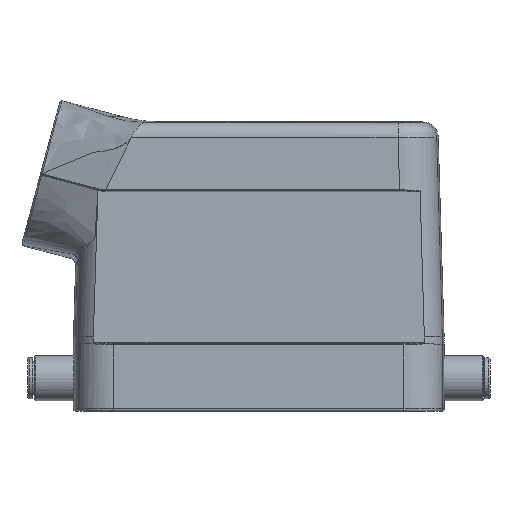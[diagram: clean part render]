
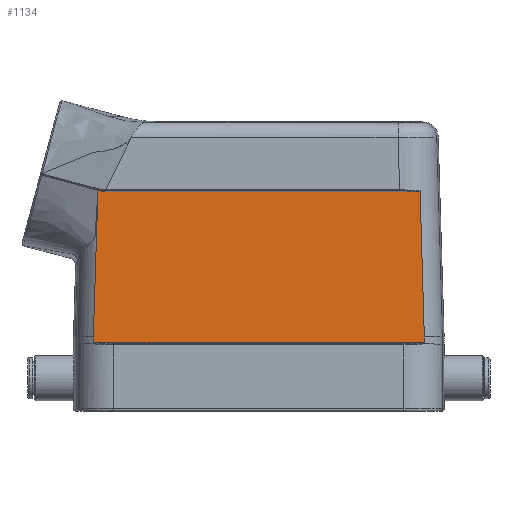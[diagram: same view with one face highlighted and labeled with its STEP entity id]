
A CAD part, left-side view. The second image highlights one B-rep face of the part: STEP entity #1134.
In plain terms, the highlighted planar face has unit normal (-1, 0, 0.012).
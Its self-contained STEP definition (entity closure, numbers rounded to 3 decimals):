
#261=PLANE('',#4124);
#337=FACE_OUTER_BOUND('',#1562,.T.);
#558=B_SPLINE_CURVE_WITH_KNOTS('',3,(#5649,#5650,#5651,#5652),
 .UNSPECIFIED.,.F.,.F.,(4,4),(0.,1.),.UNSPECIFIED.);
#559=B_SPLINE_CURVE_WITH_KNOTS('',3,(#5654,#5655,#5656,#5657,#5658,#5659,
#5660,#5661,#5662,#5663,#5664,#5665,#5666,#5667,#5668,#5669),
 .UNSPECIFIED.,.F.,.F.,(4,3,3,3,3,4),(0.,0.434,0.621,
0.811,0.924,1.),.UNSPECIFIED.);
#560=B_SPLINE_CURVE_WITH_KNOTS('',3,(#5671,#5672,#5673,#5674,#5675,#5676,
#5677),.UNSPECIFIED.,.F.,.F.,(4,3,4),(0.,0.873,1.),
 .UNSPECIFIED.);
#561=B_SPLINE_CURVE_WITH_KNOTS('',3,(#5681,#5682,#5683,#5684,#5685,#5686,
#5687,#5688,#5689,#5690,#5691,#5692,#5693,#5694,#5695,#5696),
 .UNSPECIFIED.,.F.,.F.,(4,3,3,3,3,4),(0.,0.103,0.205,
0.354,0.61,1.),.UNSPECIFIED.);
#562=B_SPLINE_CURVE_WITH_KNOTS('',3,(#5706,#5707,#5708,#5709),
 .UNSPECIFIED.,.F.,.F.,(4,4),(0.,1.),.UNSPECIFIED.);
#563=B_SPLINE_CURVE_WITH_KNOTS('',3,(#5711,#5712,#5713,#5714,#5715,#5716,
#5717,#5718,#5719,#5720,#5721,#5722,#5723,#5724,#5725,#5726,#5727,#5728,
#5729),.UNSPECIFIED.,.F.,.F.,(4,3,3,3,3,3,4),(0.,0.038,0.15,
0.287,0.494,0.863,1.),.UNSPECIFIED.);
#564=B_SPLINE_CURVE_WITH_KNOTS('',3,(#5731,#5732,#5733,#5734),
 .UNSPECIFIED.,.F.,.F.,(4,4),(0.,1.),.UNSPECIFIED.);
#767=LINE('',#5646,#969);
#768=LINE('',#5679,#970);
#769=LINE('',#5698,#971);
#770=LINE('',#5704,#972);
#969=VECTOR('',#4598,1.);
#970=VECTOR('',#4599,1.);
#971=VECTOR('',#4600,1.);
#972=VECTOR('',#4605,1.);
#1134=ADVANCED_FACE('',(#337),#261,.F.);
#1562=EDGE_LOOP('',(#1917,#1918,#1919,#1920,#1921,#1922,#1923,#1924,#1925,
#1926,#1927,#1928,#1929));
#1917=ORIENTED_EDGE('',*,*,#3469,.F.);
#1918=ORIENTED_EDGE('',*,*,#3470,.T.);
#1919=ORIENTED_EDGE('',*,*,#3471,.T.);
#1920=ORIENTED_EDGE('',*,*,#3472,.F.);
#1921=ORIENTED_EDGE('',*,*,#3473,.F.);
#1922=ORIENTED_EDGE('',*,*,#3474,.T.);
#1923=ORIENTED_EDGE('',*,*,#3475,.T.);
#1924=ORIENTED_EDGE('',*,*,#3476,.T.);
#1925=ORIENTED_EDGE('',*,*,#3477,.T.);
#1926=ORIENTED_EDGE('',*,*,#3478,.F.);
#1927=ORIENTED_EDGE('',*,*,#3479,.F.);
#1928=ORIENTED_EDGE('',*,*,#3480,.T.);
#1929=ORIENTED_EDGE('',*,*,#3481,.T.);
#3091=VERTEX_POINT('',#5647);
#3092=VERTEX_POINT('',#5648);
#3093=VERTEX_POINT('',#5653);
#3094=VERTEX_POINT('',#5670);
#3095=VERTEX_POINT('',#5678);
#3096=VERTEX_POINT('',#5680);
#3097=VERTEX_POINT('',#5697);
#3098=VERTEX_POINT('',#5699);
#3099=VERTEX_POINT('',#5701);
#3100=VERTEX_POINT('',#5703);
#3101=VERTEX_POINT('',#5705);
#3102=VERTEX_POINT('',#5710);
#3103=VERTEX_POINT('',#5730);
#3469=EDGE_CURVE('',#3091,#3092,#767,.T.);
#3470=EDGE_CURVE('',#3091,#3093,#558,.T.);
#3471=EDGE_CURVE('',#3093,#3094,#559,.T.);
#3472=EDGE_CURVE('',#3095,#3094,#560,.T.);
#3473=EDGE_CURVE('',#3096,#3095,#768,.T.);
#3474=EDGE_CURVE('',#3096,#3097,#561,.T.);
#3475=EDGE_CURVE('',#3097,#3098,#769,.T.);
#3476=EDGE_CURVE('',#3098,#3099,#4010,.T.);
#3477=EDGE_CURVE('',#3099,#3100,#4011,.T.);
#3478=EDGE_CURVE('',#3101,#3100,#770,.T.);
#3479=EDGE_CURVE('',#3102,#3101,#562,.T.);
#3480=EDGE_CURVE('',#3102,#3103,#563,.T.);
#3481=EDGE_CURVE('',#3103,#3092,#564,.T.);
#4010=ELLIPSE('',#4122,5.363,5.29);
#4011=ELLIPSE('',#4123,5.363,5.29);
#4122=AXIS2_PLACEMENT_3D('',#5700,#4601,#4602);
#4123=AXIS2_PLACEMENT_3D('',#5702,#4603,#4604);
#4124=AXIS2_PLACEMENT_3D('',#5735,#4606,#4607);
#4598=DIRECTION('',(0.,1.,0.));
#4599=DIRECTION('',(-0.012,-0.029,-1.));
#4600=DIRECTION('',(0.,1.,0.));
#4601=DIRECTION('',(1.,0.,-0.012));
#4602=DIRECTION('',(-0.012,0.182,-0.983));
#4603=DIRECTION('',(1.,0.,-0.012));
#4604=DIRECTION('',(-0.012,0.182,-0.983));
#4605=DIRECTION('',(0.012,-0.029,1.));
#4606=DIRECTION('',(1.,0.,-0.012));
#4607=DIRECTION('',(0.012,0.,1.));
#5646=CARTESIAN_POINT('',(-20.268,6.054,13.545));
#5647=CARTESIAN_POINT('',(-20.268,-32.22,13.545));
#5648=CARTESIAN_POINT('',(-20.268,32.22,13.545));
#5649=CARTESIAN_POINT('',(-20.268,-32.22,13.545));
#5650=CARTESIAN_POINT('',(-20.268,-32.243,13.545));
#5651=CARTESIAN_POINT('',(-20.268,-32.266,13.544));
#5652=CARTESIAN_POINT('',(-20.268,-32.288,13.541));
#5653=CARTESIAN_POINT('',(-20.268,-32.288,13.541));
#5654=CARTESIAN_POINT('',(-20.268,-32.288,13.541));
#5655=CARTESIAN_POINT('',(-20.268,-32.336,13.537));
#5656=CARTESIAN_POINT('',(-20.268,-32.384,13.527));
#5657=CARTESIAN_POINT('',(-20.268,-32.428,13.508));
#5658=CARTESIAN_POINT('',(-20.268,-32.448,13.5));
#5659=CARTESIAN_POINT('',(-20.268,-32.466,13.491));
#5660=CARTESIAN_POINT('',(-20.268,-32.483,13.478));
#5661=CARTESIAN_POINT('',(-20.269,-32.5,13.466));
#5662=CARTESIAN_POINT('',(-20.269,-32.516,13.451));
#5663=CARTESIAN_POINT('',(-20.269,-32.527,13.433));
#5664=CARTESIAN_POINT('',(-20.269,-32.534,13.422));
#5665=CARTESIAN_POINT('',(-20.269,-32.539,13.411));
#5666=CARTESIAN_POINT('',(-20.269,-32.542,13.398));
#5667=CARTESIAN_POINT('',(-20.27,-32.544,13.39));
#5668=CARTESIAN_POINT('',(-20.27,-32.545,13.382));
#5669=CARTESIAN_POINT('',(-20.27,-32.545,13.373));
#5670=CARTESIAN_POINT('',(-20.27,-32.545,13.373));
#5671=CARTESIAN_POINT('',(-20.253,-32.526,14.723));
#5672=CARTESIAN_POINT('',(-20.258,-32.537,14.33));
#5673=CARTESIAN_POINT('',(-20.263,-32.544,13.937));
#5674=CARTESIAN_POINT('',(-20.268,-32.545,13.545));
#5675=CARTESIAN_POINT('',(-20.268,-32.545,13.487));
#5676=CARTESIAN_POINT('',(-20.269,-32.545,13.43));
#5677=CARTESIAN_POINT('',(-20.27,-32.545,13.373));
#5678=CARTESIAN_POINT('',(-20.253,-32.526,14.723));
#5679=CARTESIAN_POINT('',(-20.413,-32.907,1.637));
#5680=CARTESIAN_POINT('',(-19.903,-31.689,43.43));
#5681=CARTESIAN_POINT('',(-19.903,-31.689,43.43));
#5682=CARTESIAN_POINT('',(-19.903,-31.69,43.415));
#5683=CARTESIAN_POINT('',(-19.903,-31.687,43.401));
#5684=CARTESIAN_POINT('',(-19.903,-31.682,43.388));
#5685=CARTESIAN_POINT('',(-19.903,-31.677,43.374));
#5686=CARTESIAN_POINT('',(-19.903,-31.669,43.362));
#5687=CARTESIAN_POINT('',(-19.903,-31.66,43.351));
#5688=CARTESIAN_POINT('',(-19.904,-31.647,43.335));
#5689=CARTESIAN_POINT('',(-19.904,-31.63,43.322));
#5690=CARTESIAN_POINT('',(-19.904,-31.613,43.311));
#5691=CARTESIAN_POINT('',(-19.904,-31.583,43.293));
#5692=CARTESIAN_POINT('',(-19.904,-31.549,43.28));
#5693=CARTESIAN_POINT('',(-19.904,-31.515,43.271));
#5694=CARTESIAN_POINT('',(-19.905,-31.463,43.257));
#5695=CARTESIAN_POINT('',(-19.905,-31.409,43.252));
#5696=CARTESIAN_POINT('',(-19.905,-31.355,43.252));
#5697=CARTESIAN_POINT('',(-19.905,-31.355,43.252));
#5698=CARTESIAN_POINT('',(-19.905,-78.604,43.252));
#5699=CARTESIAN_POINT('',(-19.905,29.858,43.252));
#5700=CARTESIAN_POINT('',(-19.839,29.832,48.612));
#5701=CARTESIAN_POINT('',(-19.902,31.337,43.466));
#5702=CARTESIAN_POINT('',(-19.839,29.832,48.612));
#5703=CARTESIAN_POINT('',(-19.945,31.608,43.561));
#5704=CARTESIAN_POINT('',(-20.253,32.526,14.723));
#5705=CARTESIAN_POINT('',(-20.253,32.526,14.723));
#5706=CARTESIAN_POINT('',(-20.27,32.545,13.373));
#5707=CARTESIAN_POINT('',(-20.264,32.545,13.823));
#5708=CARTESIAN_POINT('',(-20.259,32.539,14.273));
#5709=CARTESIAN_POINT('',(-20.253,32.526,14.723));
#5710=CARTESIAN_POINT('',(-20.27,32.545,13.373));
#5711=CARTESIAN_POINT('',(-20.27,32.545,13.373));
#5712=CARTESIAN_POINT('',(-20.27,32.545,13.377));
#5713=CARTESIAN_POINT('',(-20.27,32.545,13.381));
#5714=CARTESIAN_POINT('',(-20.27,32.545,13.386));
#5715=CARTESIAN_POINT('',(-20.269,32.543,13.398));
#5716=CARTESIAN_POINT('',(-20.269,32.539,13.41));
#5717=CARTESIAN_POINT('',(-20.269,32.534,13.422));
#5718=CARTESIAN_POINT('',(-20.269,32.527,13.435));
#5719=CARTESIAN_POINT('',(-20.269,32.518,13.448));
#5720=CARTESIAN_POINT('',(-20.269,32.507,13.459));
#5721=CARTESIAN_POINT('',(-20.268,32.49,13.475));
#5722=CARTESIAN_POINT('',(-20.268,32.471,13.488));
#5723=CARTESIAN_POINT('',(-20.268,32.45,13.498));
#5724=CARTESIAN_POINT('',(-20.268,32.414,13.517));
#5725=CARTESIAN_POINT('',(-20.268,32.374,13.528));
#5726=CARTESIAN_POINT('',(-20.268,32.334,13.535));
#5727=CARTESIAN_POINT('',(-20.268,32.318,13.538));
#5728=CARTESIAN_POINT('',(-20.268,32.303,13.54));
#5729=CARTESIAN_POINT('',(-20.268,32.288,13.541));
#5730=CARTESIAN_POINT('',(-20.268,32.288,13.541));
#5731=CARTESIAN_POINT('',(-20.268,32.288,13.541));
#5732=CARTESIAN_POINT('',(-20.268,32.266,13.544));
#5733=CARTESIAN_POINT('',(-20.268,32.243,13.545));
#5734=CARTESIAN_POINT('',(-20.268,32.22,13.545));
#5735=CARTESIAN_POINT('',(-20.27,-78.604,13.385));
